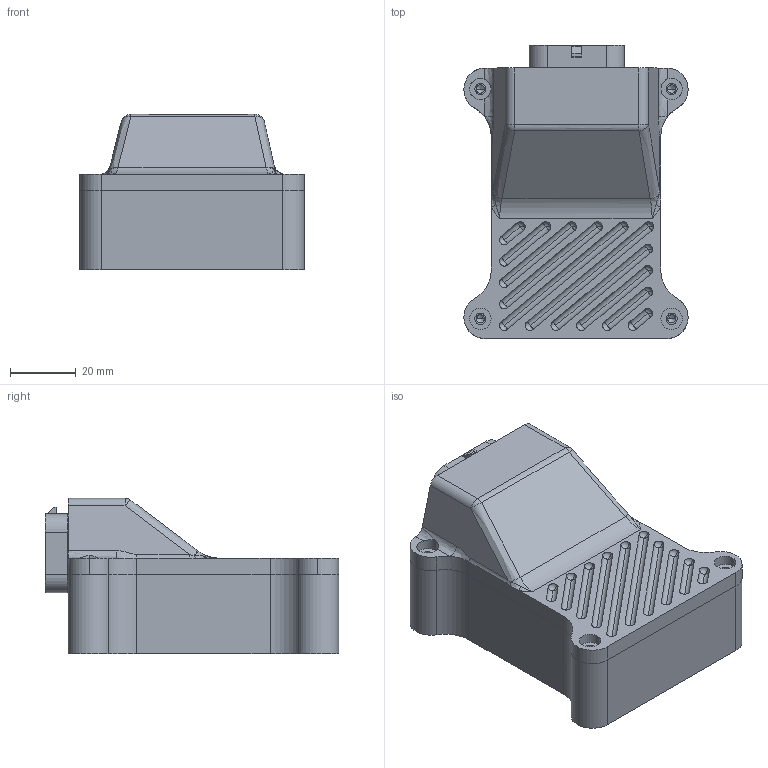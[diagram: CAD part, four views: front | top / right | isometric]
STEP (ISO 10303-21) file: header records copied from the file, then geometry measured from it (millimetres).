
FILE_DESCRIPTION (( 'STEP AP203' ), '1' );
FILE_NAME ('KT8_v2.STEP', '2021-05-20T06:42:41', ( '' ), ( '' ), 'SwSTEP 2.0', 'SolidWorks 2020', '' );
FILE_SCHEMA (( 'CONFIG_CONTROL_DESIGN' ));
Length unit declared in the file: millimetre
Products named in the file (22): CON_HDR_02X09_2M54_3M00_SYVECS; MOLEX_877582050; molex_877582050; TE_9-6437287-8-B_CONNECTOR_NO_HOLES; molex_87914-1816; CAP_PANASONIC_E7; TCB2 - BOARD; cap_panasonic_e7; TE_9-6437287-8-B_CONNECTOR; TCBV2_Board_Assy_TCBx4; BOARD_OUTLINE; TCBv2 - USB_Micro_c-2174507-2-b-3d; 2HDB-2 - CASE_TOP Rev001; COMPONENTS; TCB2HBD-2; TCBv2 - Connector_ExpansionBoard_Fem; TCB2HBD - CASE_BOT_Rev001; KT8_v2
Assembly tree (26 placements, depth 5):
  KT8_v2
    TCB2HBD-2
      BOARD_OUTLINE
      COMPONENTS
        CON_HDR_02X09_2M54_3M00_SYVECS
          molex_87914-1816
        TE_9-6437287-8-B_CONNECTOR_NO_HOLES
          TE_9-6437287-8-B_CONNECTOR
        CAP_PANASONIC_E7
          cap_panasonic_e7
        CAP_PANASONIC_E7
          cap_panasonic_e7
        CAP_PANASONIC_E7
          cap_panasonic_e7
        CAP_PANASONIC_E7
          cap_panasonic_e7
        MOLEX_877582050
          molex_877582050
        MOLEX_877582050
          molex_877582050
    TCBV2_Board_Assy_TCBx4
      TCB2 - BOARD
      TCBv2 - Connector_ExpansionBoard_Fem  x2
      TCBv2 - USB_Micro_c-2174507-2-b-3d
    2HDB-2 - CASE_TOP Rev001
    TCB2HBD - CASE_BOT_Rev001
Bounding box: 68.15 x 89.11 x 47.19 mm (x, y, z)
Volume: 75751.7 mm3; surface area: 63174.3 mm2
Topology: 14 solids, 15 shells, 3799 faces, 9360 edges, 5840 vertices
Faces by surface type: plane 2333, cylinder 1102, cone 216, torus 100, sphere 32, bspline 16
Entity records: 86262 total; most frequent: CARTESIAN_POINT 15083, DIRECTION 14620, ORIENTED_EDGE 13852, EDGE_CURVE 6934, AXIS2_PLACEMENT_3D 4941, LINE 4738, VECTOR 4738, VERTEX_POINT 4348
